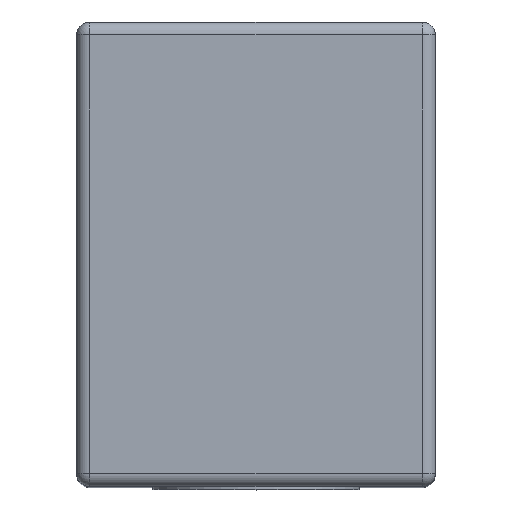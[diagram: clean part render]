
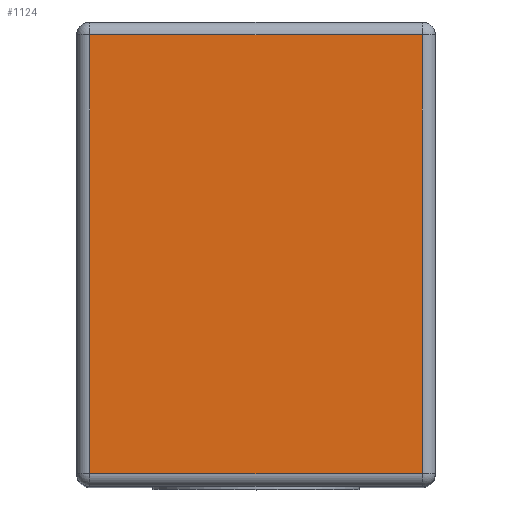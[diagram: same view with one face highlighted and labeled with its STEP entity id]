
A CAD part, top view. The second image highlights one B-rep face of the part: STEP entity #1124.
In plain terms, the highlighted planar face has unit normal (0, 0, 1).
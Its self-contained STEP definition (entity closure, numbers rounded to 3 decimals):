
#56=DIRECTION('',(1.,0.,0.));
#57=VECTOR('',#56,12.9);
#58=CARTESIAN_POINT('',(-6.45,-8.5,0.));
#59=LINE('',#58,#57);
#64=DIRECTION('',(0.,-1.,0.));
#65=VECTOR('',#64,17.);
#66=CARTESIAN_POINT('',(-6.45,8.5,0.));
#67=LINE('',#66,#65);
#71=DIRECTION('',(-1.,0.,0.));
#72=VECTOR('',#71,12.9);
#73=CARTESIAN_POINT('',(6.45,8.5,0.));
#74=LINE('',#73,#72);
#78=DIRECTION('',(0.,1.,0.));
#79=VECTOR('',#78,17.);
#80=CARTESIAN_POINT('',(6.45,-8.5,0.));
#81=LINE('',#80,#79);
#973=CARTESIAN_POINT('',(-6.45,-8.5,0.));
#974=CARTESIAN_POINT('',(6.45,-8.5,0.));
#975=VERTEX_POINT('',#973);
#976=VERTEX_POINT('',#974);
#981=CARTESIAN_POINT('',(6.45,8.5,0.));
#982=VERTEX_POINT('',#981);
#983=CARTESIAN_POINT('',(-6.45,8.5,0.));
#984=VERTEX_POINT('',#983);
#1109=CARTESIAN_POINT('',(0.,0.,0.));
#1110=DIRECTION('',(0.,0.,1.));
#1111=DIRECTION('',(1.,0.,0.));
#1112=AXIS2_PLACEMENT_3D('',#1109,#1110,#1111);
#1113=PLANE('',#1112);
#1115=ORIENTED_EDGE('',*,*,#1114,.F.);
#1117=ORIENTED_EDGE('',*,*,#1116,.F.);
#1119=ORIENTED_EDGE('',*,*,#1118,.F.);
#1121=ORIENTED_EDGE('',*,*,#1120,.F.);
#1122=EDGE_LOOP('',(#1115,#1117,#1119,#1121));
#1123=FACE_OUTER_BOUND('',#1122,.F.);
#1124=ADVANCED_FACE('',(#1123),#1113,.T.);
#1114=EDGE_CURVE('',#975,#976,#59,.T.);
#1116=EDGE_CURVE('',#984,#975,#67,.T.);
#1118=EDGE_CURVE('',#982,#984,#74,.T.);
#1120=EDGE_CURVE('',#976,#982,#81,.T.);
